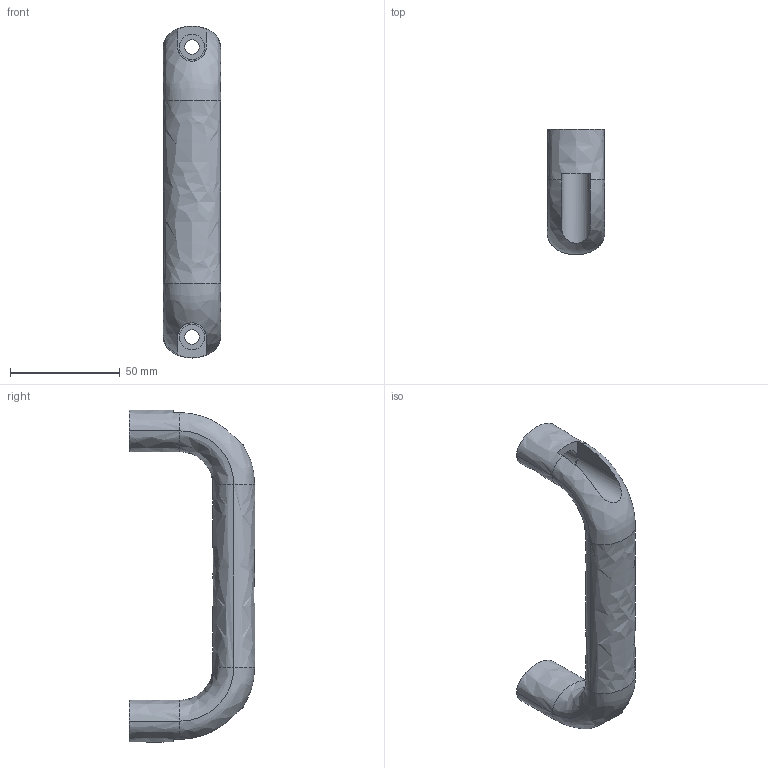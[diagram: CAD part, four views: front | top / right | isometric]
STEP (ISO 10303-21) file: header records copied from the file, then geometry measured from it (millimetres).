
FILE_DESCRIPTION((''),'2;1');
FILE_NAME('SZ0840S.stp','2009-07-27T13:49:11',(''),(''),'Mechanical Desktop 2007','Mechanical Desktop 2007',', , ');
FILE_SCHEMA(('CONFIG_CONTROL_DESIGN'));
Length unit declared in the file: millimetre
Products named in the file (1): SZ0840S
Bounding box: 26 x 57 x 151 mm (x, y, z)
Volume: 69049 mm3; surface area: 17613.2 mm2
Topology: 1 solids, 1 shells, 30 faces, 70 edges, 44 vertices
Faces by surface type: cylinder 10, plane 10, bspline 10
Entity records: 1130 total; most frequent: CARTESIAN_POINT 426, ORIENTED_EDGE 140, DIRECTION 108, EDGE_CURVE 70, VERTEX_POINT 44, AXIS2_PLACEMENT_3D 43, EDGE_LOOP 36, FACE_OUTER_BOUND 30
